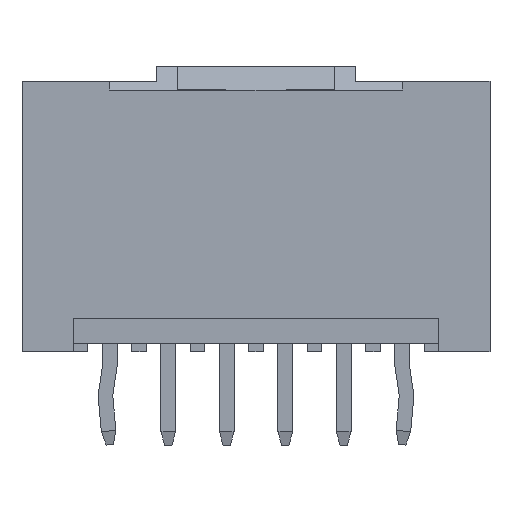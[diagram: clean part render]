
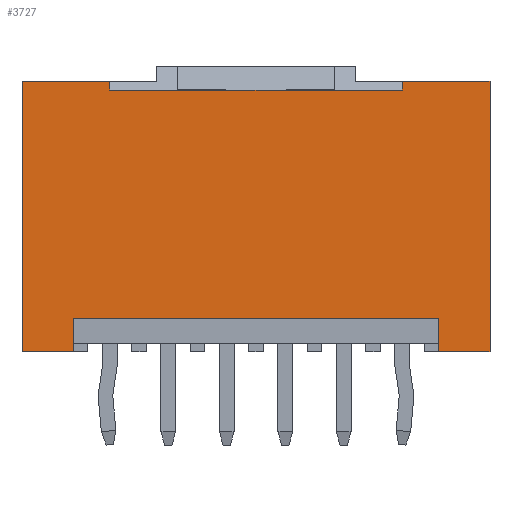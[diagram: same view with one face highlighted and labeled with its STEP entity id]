
A CAD part, front view. The second image highlights one B-rep face of the part: STEP entity #3727.
In plain terms, the highlighted planar face has unit normal (0, -1, 0).
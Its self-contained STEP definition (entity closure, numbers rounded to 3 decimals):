
#33=DIRECTION('',(0.,0.,-1.));
#34=VECTOR('',#33,9.25);
#35=CARTESIAN_POINT('',(-8.,-2.9,9.25));
#36=LINE('',#35,#34);
#325=DIRECTION('',(1.,0.,0.));
#326=VECTOR('',#325,10.);
#327=CARTESIAN_POINT('',(-5.,-2.9,8.95));
#328=LINE('',#327,#326);
#329=DIRECTION('',(0.,0.,-1.));
#330=VECTOR('',#329,0.3);
#331=CARTESIAN_POINT('',(5.,-2.9,9.25));
#332=LINE('',#331,#330);
#333=DIRECTION('',(1.,0.,0.));
#334=VECTOR('',#333,3.);
#335=CARTESIAN_POINT('',(5.,-2.9,9.25));
#336=LINE('',#335,#334);
#337=DIRECTION('',(0.,0.,-1.));
#338=VECTOR('',#337,1.15);
#339=CARTESIAN_POINT('',(6.25,-2.9,1.15));
#340=LINE('',#339,#338);
#341=DIRECTION('',(1.,0.,0.));
#342=VECTOR('',#341,12.5);
#343=CARTESIAN_POINT('',(-6.25,-2.9,1.15));
#344=LINE('',#343,#342);
#345=DIRECTION('',(0.,0.,-1.));
#346=VECTOR('',#345,1.15);
#347=CARTESIAN_POINT('',(-6.25,-2.9,1.15));
#348=LINE('',#347,#346);
#349=DIRECTION('',(1.,0.,0.));
#350=VECTOR('',#349,3.);
#351=CARTESIAN_POINT('',(-8.,-2.9,9.25));
#352=LINE('',#351,#350);
#353=DIRECTION('',(0.,0.,-1.));
#354=VECTOR('',#353,0.3);
#355=CARTESIAN_POINT('',(-5.,-2.9,9.25));
#356=LINE('',#355,#354);
#1222=DIRECTION('',(1.,0.,0.));
#1223=VECTOR('',#1222,1.75);
#1224=CARTESIAN_POINT('',(-8.,-2.9,0.));
#1225=LINE('',#1224,#1223);
#1230=DIRECTION('',(1.,0.,0.));
#1231=VECTOR('',#1230,1.75);
#1232=CARTESIAN_POINT('',(6.25,-2.9,0.));
#1233=LINE('',#1232,#1231);
#1310=DIRECTION('',(0.,0.,-1.));
#1311=VECTOR('',#1310,9.25);
#1312=CARTESIAN_POINT('',(8.,-2.9,9.25));
#1313=LINE('',#1312,#1311);
#2595=CARTESIAN_POINT('',(-8.,-2.9,9.25));
#2596=VERTEX_POINT('',#2595);
#2597=CARTESIAN_POINT('',(-8.,-2.9,0.));
#2598=VERTEX_POINT('',#2597);
#2611=CARTESIAN_POINT('',(8.,-2.9,9.25));
#2612=VERTEX_POINT('',#2611);
#2613=CARTESIAN_POINT('',(8.,-2.9,0.));
#2614=VERTEX_POINT('',#2613);
#2669=CARTESIAN_POINT('',(-6.25,-2.9,1.15));
#2670=CARTESIAN_POINT('',(-6.25,-2.9,0.));
#2671=VERTEX_POINT('',#2669);
#2672=VERTEX_POINT('',#2670);
#2673=CARTESIAN_POINT('',(6.25,-2.9,1.15));
#2674=CARTESIAN_POINT('',(6.25,-2.9,0.));
#2675=VERTEX_POINT('',#2673);
#2676=VERTEX_POINT('',#2674);
#2917=CARTESIAN_POINT('',(-5.,-2.9,8.95));
#2918=CARTESIAN_POINT('',(5.,-2.9,8.95));
#2919=VERTEX_POINT('',#2917);
#2920=VERTEX_POINT('',#2918);
#2921=CARTESIAN_POINT('',(5.,-2.9,9.25));
#2922=VERTEX_POINT('',#2921);
#2923=CARTESIAN_POINT('',(-5.,-2.9,9.25));
#2924=VERTEX_POINT('',#2923);
#3698=CARTESIAN_POINT('',(-8.,-2.9,9.25));
#3699=DIRECTION('',(0.,-1.,0.));
#3700=DIRECTION('',(0.,0.,-1.));
#3701=AXIS2_PLACEMENT_3D('',#3698,#3699,#3700);
#3702=PLANE('',#3701);
#3704=ORIENTED_EDGE('',*,*,#3703,.T.);
#3706=ORIENTED_EDGE('',*,*,#3705,.F.);
#3708=ORIENTED_EDGE('',*,*,#3707,.T.);
#3710=ORIENTED_EDGE('',*,*,#3709,.T.);
#3712=ORIENTED_EDGE('',*,*,#3711,.F.);
#3713=ORIENTED_EDGE('',*,*,#3667,.F.);
#3715=ORIENTED_EDGE('',*,*,#3714,.F.);
#3717=ORIENTED_EDGE('',*,*,#3716,.T.);
#3719=ORIENTED_EDGE('',*,*,#3718,.F.);
#3720=ORIENTED_EDGE('',*,*,#3438,.F.);
#3722=ORIENTED_EDGE('',*,*,#3721,.T.);
#3724=ORIENTED_EDGE('',*,*,#3723,.T.);
#3725=EDGE_LOOP('',(#3704,#3706,#3708,#3710,#3712,#3713,#3715,#3717,#3719,#3720,
#3722,#3724));
#3726=FACE_OUTER_BOUND('',#3725,.F.);
#3727=ADVANCED_FACE('',(#3726),#3702,.T.);
#3438=EDGE_CURVE('',#2596,#2598,#36,.T.);
#3667=EDGE_CURVE('',#2675,#2676,#340,.T.);
#3703=EDGE_CURVE('',#2919,#2920,#328,.T.);
#3705=EDGE_CURVE('',#2922,#2920,#332,.T.);
#3707=EDGE_CURVE('',#2922,#2612,#336,.T.);
#3709=EDGE_CURVE('',#2612,#2614,#1313,.T.);
#3711=EDGE_CURVE('',#2676,#2614,#1233,.T.);
#3714=EDGE_CURVE('',#2671,#2675,#344,.T.);
#3716=EDGE_CURVE('',#2671,#2672,#348,.T.);
#3718=EDGE_CURVE('',#2598,#2672,#1225,.T.);
#3721=EDGE_CURVE('',#2596,#2924,#352,.T.);
#3723=EDGE_CURVE('',#2924,#2919,#356,.T.);
